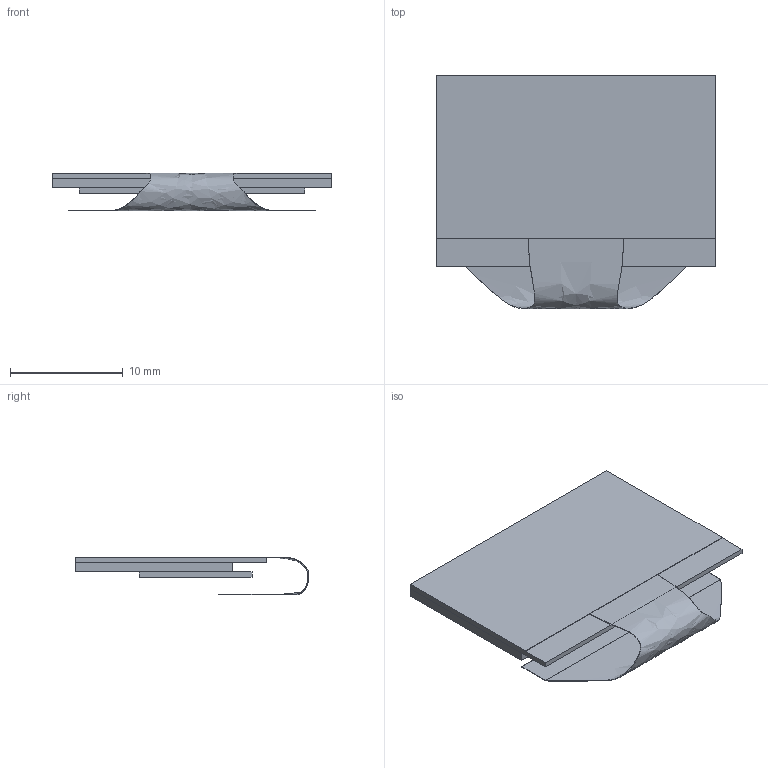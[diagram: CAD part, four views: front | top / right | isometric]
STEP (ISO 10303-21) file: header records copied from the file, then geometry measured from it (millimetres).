
FILE_DESCRIPTION(('FreeCAD Model'),'2;1');
FILE_NAME('Open CASCADE Shape Model','2024-10-17T06:20:42',(''),(''), 'Open CASCADE STEP processor 7.7','FreeCAD','Unknown');
FILE_SCHEMA(('AUTOMOTIVE_DESIGN { 1 0 10303 214 1 1 1 1 }'));
Length unit declared in the file: millimetre
Products named in the file (6): SSD1306_Screen; screen003; screen; screen001; screen002; flat_cable
Assembly tree (5 placements, depth 3):
  SSD1306_Screen
    screen003
      screen
      screen001
      screen002
    flat_cable
Bounding box: 24.7 x 20.74 x 3.35 mm (x, y, z)
Volume: 594.2 mm3; surface area: 2505.7 mm2
Topology: 4 solids, 4 shells, 30 faces, 62 edges, 40 vertices
Faces by surface type: plane 26, bspline 4
Entity records: 1374 total; most frequent: CARTESIAN_POINT 605, ORIENTED_EDGE 124, DIRECTION 122, EDGE_CURVE 62, LINE 58, VECTOR 58, VERTEX_POINT 40, AXIS2_PLACEMENT_3D 32
